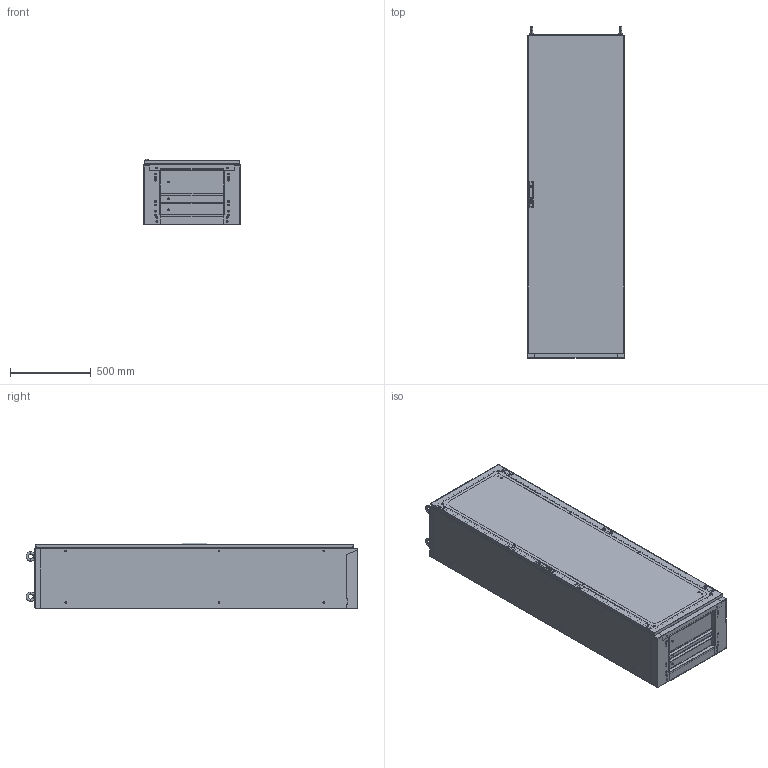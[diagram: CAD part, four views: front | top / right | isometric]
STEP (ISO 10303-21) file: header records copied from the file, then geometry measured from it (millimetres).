
FILE_DESCRIPTION (( 'STEP AP214' ), '1' );
FILE_NAME ('0390-6020-40-17.step', '2022-07-28T11:17:32', ( '' ), ( '' ), 'SwSTEP 2.0', 'SolidWorks 2019', '' );
FILE_SCHEMA (( 'AUTOMOTIVE_DESIGN' ));
Length unit declared in the file: millimetre
Products named in the file (14): 0390-6020-40-17; Bodenplattensatz_s_0396-6000-40-03; Dachplatte_ss_0390-6000-40-07; rasthalterung_li_s; MontageplatteKPL_s_0348-6020-00-13; rasthalterung_re_s; TuerR_s_0395-6020-00-97; Korpus_ss_6020-40; 3080-9036-03-48 Schutzleiterschraube; arretierwinkel_li_s; MPGleitschuh_s; arretierwinkel_re_s; MontageplatteZubehoer_s; Montageplatte_s_6020
Assembly tree (14 placements, depth 4):
  0390-6020-40-17
    Korpus_ss_6020-40
    TuerR_s_0395-6020-00-97
    Dachplatte_ss_0390-6000-40-07
    Bodenplattensatz_s_0396-6000-40-03
    MontageplatteKPL_s_0348-6020-00-13
      Montageplatte_s_6020
      MontageplatteZubehoer_s
        arretierwinkel_li_s
        arretierwinkel_re_s
        rasthalterung_li_s
        rasthalterung_re_s
        3080-9036-03-48 Schutzleiterschraube
        MPGleitschuh_s  x2
Bounding box: 600 x 2057.99 x 407.5 mm (x, y, z)
Volume: 12798408.2 mm3; surface area: 13230854.7 mm2
Topology: 61 solids, 61 shells, 4541 faces, 11903 edges, 7857 vertices
Faces by surface type: plane 2532, cylinder 1772, cone 201, torus 24, bspline 12
Entity records: 170213 total; most frequent: CARTESIAN_POINT 26429, DIRECTION 24385, ORIENTED_EDGE 23698, EDGE_CURVE 11849, AXIS2_PLACEMENT_3D 8347, VERTEX_POINT 7823, VECTOR 7691, LINE 7691
